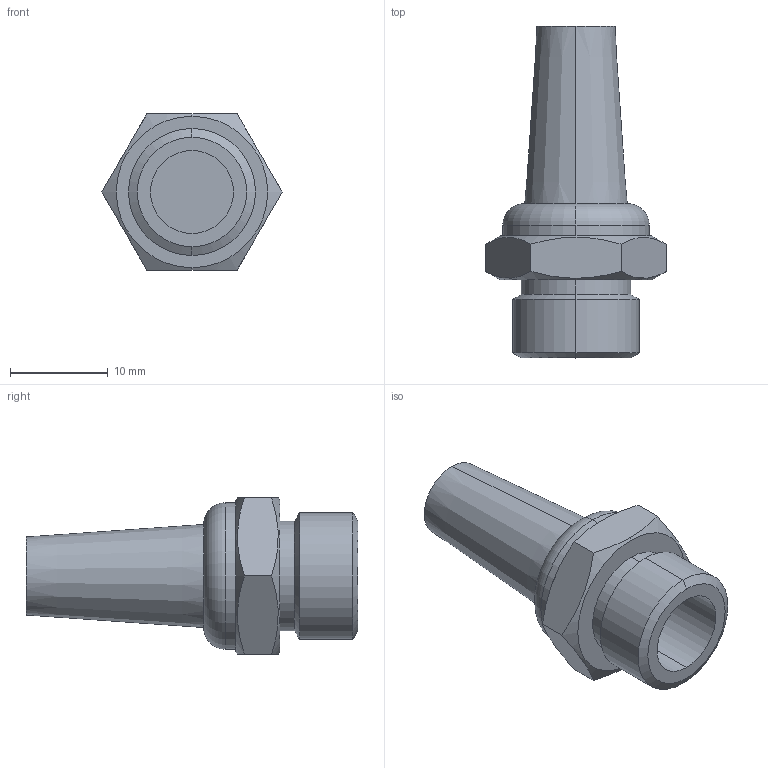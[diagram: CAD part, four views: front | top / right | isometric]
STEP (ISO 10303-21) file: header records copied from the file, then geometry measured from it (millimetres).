
FILE_DESCRIPTION (( 'STEP AP214' ), '1' );
FILE_NAME ('AZ-SCT3_IC.STEP', '2020-03-31T06:01:17', ( '' ), ( '' ), 'SwSTEP 2.0', 'SolidWorks 2020', '' );
FILE_SCHEMA (( 'AUTOMOTIVE_DESIGN' ));
Length unit declared in the file: millimetre
Products named in the file (1): AZ-SCT3_IC
Bounding box: 18.48 x 34 x 16 mm (x, y, z)
Volume: 3294.8 mm3; surface area: 1896.7 mm2
Topology: 1 solids, 1 shells, 33 faces, 72 edges, 44 vertices
Faces by surface type: plane 11, cone 10, cylinder 10, torus 2
Entity records: 1186 total; most frequent: CARTESIAN_POINT 434, DIRECTION 154, ORIENTED_EDGE 144, EDGE_CURVE 72, AXIS2_PLACEMENT_3D 64, VERTEX_POINT 44, EDGE_LOOP 36, ADVANCED_FACE 33
